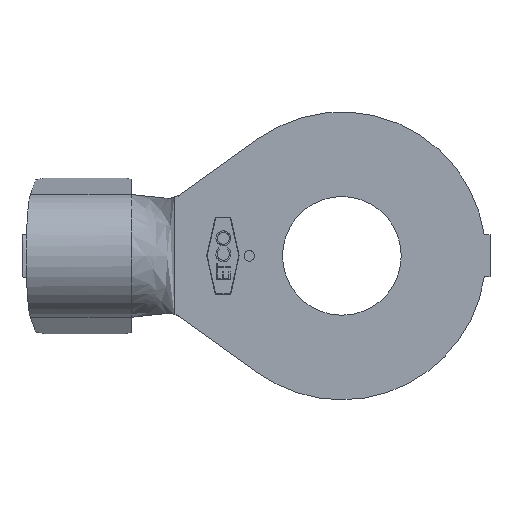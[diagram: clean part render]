
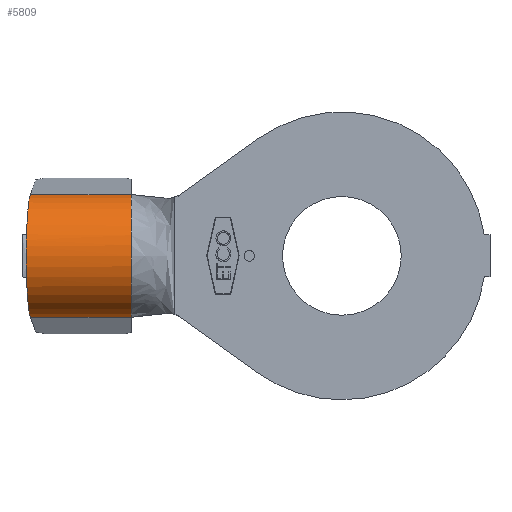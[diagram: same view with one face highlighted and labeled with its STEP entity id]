
A CAD part, front view. The second image highlights one B-rep face of the part: STEP entity #5809.
In plain terms, the highlighted cylindrical face has radius 3.81 mm (diameter 7.62 mm), a partial arc.
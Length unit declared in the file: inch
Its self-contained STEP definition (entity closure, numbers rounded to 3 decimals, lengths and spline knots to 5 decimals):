
#21 = AXIS2_PLACEMENT_3D ( 'NONE', #2280, #2263, #2262 ) ;
#42 = CARTESIAN_POINT ( 'NONE',  ( -0.73996, 0.11476, 0.1458 ) ) ;
#291 = AXIS2_PLACEMENT_3D ( 'NONE', #4893, #4872, #4957 ) ;
#622 = CARTESIAN_POINT ( 'NONE',  ( -0.73996, 0.11476, -0.1458 ) ) ;
#658 = CARTESIAN_POINT ( 'NONE',  ( -0.74434, 0.06475, -0.13371 ) ) ;
#681 = VECTOR ( 'NONE', #2886, 39.37008 ) ;
#730 = VERTEX_POINT ( 'NONE', #4728 ) ;
#894 = VERTEX_POINT ( 'NONE', #3937 ) ;
#1117 = ORIENTED_EDGE ( 'NONE', *, *, #4586, .F. ) ;
#1125 = VERTEX_POINT ( 'NONE', #1622 ) ;
#1219 = VERTEX_POINT ( 'NONE', #1254 ) ;
#1254 = CARTESIAN_POINT ( 'NONE',  ( -0.5, 0.11476, -0.1458 ) ) ;
#1504 = EDGE_LOOP ( 'NONE', ( #2833, #5314, #2863, #1117, #3886, #2194 ) ) ;
#1622 = CARTESIAN_POINT ( 'NONE',  ( -0.74922, 0.00894, -0.051 ) ) ;
#1728 = VERTEX_POINT ( 'NONE', #3777 ) ;
#2194 = ORIENTED_EDGE ( 'NONE', *, *, #4590, .F. ) ;
#2262 = DIRECTION ( 'NONE',  ( 0., 0., -1. ) ) ;
#2263 = DIRECTION ( 'NONE',  ( 1., 0., 0. ) ) ;
#2280 = CARTESIAN_POINT ( 'NONE',  ( -0.5, 0.15, 0. ) ) ;
#2482 = CARTESIAN_POINT ( 'NONE',  ( -0.74922, 0.00894, 0.051 ) ) ;
#2543 = CARTESIAN_POINT ( 'NONE',  ( -0.75027, -0.0031, 0.0177 ) ) ;
#2656 = CARTESIAN_POINT ( 'NONE',  ( -0.74922, 0.00894, -0.051 ) ) ;
#2789 = CARTESIAN_POINT ( 'NONE',  ( -0.75027, -0.0031, -0.0177 ) ) ;
#2833 = ORIENTED_EDGE ( 'NONE', *, *, #4033, .F. ) ;
#2842 = DIRECTION ( 'NONE',  ( 1., 0., 0. ) ) ;
#2863 = ORIENTED_EDGE ( 'NONE', *, *, #6355, .F. ) ;
#2886 = DIRECTION ( 'NONE',  ( 1., 0., 0. ) ) ;
#3159 = CARTESIAN_POINT ( 'NONE',  ( -0.75, 0.11476, 0.1458 ) ) ;
#3377 = CARTESIAN_POINT ( 'NONE',  ( -0.75, 0.11476, -0.1458 ) ) ;
#3777 = CARTESIAN_POINT ( 'NONE',  ( -0.5, 0.11476, 0.1458 ) ) ;
#3886 = ORIENTED_EDGE ( 'NONE', *, *, #4046, .F. ) ;
#3926 = LINE ( 'NONE', #3159, #6111 ) ;
#3937 = CARTESIAN_POINT ( 'NONE',  ( -0.74922, 0.00894, 0.051 ) ) ;
#4020 = LINE ( 'NONE', #3377, #681 ) ;
#4033 = EDGE_CURVE ( 'NONE', #730, #1125, #6309, .T. ) ;
#4046 = EDGE_CURVE ( 'NONE', #894, #5210, #5288, .T. ) ;
#4583 = EDGE_CURVE ( 'NONE', #730, #1219, #4020, .T. ) ;
#4586 = EDGE_CURVE ( 'NONE', #5210, #1728, #3926, .T. ) ;
#4590 = EDGE_CURVE ( 'NONE', #1125, #894, #6110, .T. ) ;
#4728 = CARTESIAN_POINT ( 'NONE',  ( -0.73996, 0.11476, -0.1458 ) ) ;
#4872 = DIRECTION ( 'NONE',  ( 1., 0., 0. ) ) ;
#4885 = CIRCLE ( 'NONE', #21, 0.15 ) ;
#4893 = CARTESIAN_POINT ( 'NONE',  ( -0.75, 0.15, 0. ) ) ;
#4957 = DIRECTION ( 'NONE',  ( 0., 0., -1. ) ) ;
#5210 = VERTEX_POINT ( 'NONE', #42 ) ;
#5288 =( BOUNDED_CURVE ( )  B_SPLINE_CURVE ( 3, ( #6170, #6216, #6136, #6121 ),
 .UNSPECIFIED., .F., .F. ) 
 B_SPLINE_CURVE_WITH_KNOTS ( ( 4, 4 ),
 ( 3.48851, 4.47523 ),
 .UNSPECIFIED. ) 
 CURVE ( )  GEOMETRIC_REPRESENTATION_ITEM ( )  RATIONAL_B_SPLINE_CURVE ( ( 1., 0.92, 0.92, 1. ) ) 
 REPRESENTATION_ITEM ( '' )  );
#5314 = ORIENTED_EDGE ( 'NONE', *, *, #4583, .T. ) ;
#5644 = CYLINDRICAL_SURFACE ( 'NONE', #291, 0.15 ) ;
#5713 = FACE_OUTER_BOUND ( 'NONE', #1504, .T. ) ;
#5809 = ADVANCED_FACE ( 'NONE', ( #5713 ), #5644, .T. ) ;
#6110 =( BOUNDED_CURVE ( )  B_SPLINE_CURVE ( 3, ( #2656, #2789, #2543, #2482 ),
 .UNSPECIFIED., .F., .F. ) 
 B_SPLINE_CURVE_WITH_KNOTS ( ( 4, 4 ),
 ( 2.79468, 3.48851 ),
 .UNSPECIFIED. ) 
 CURVE ( )  GEOMETRIC_REPRESENTATION_ITEM ( )  RATIONAL_B_SPLINE_CURVE ( ( 1., 0.96, 0.96, 1. ) ) 
 REPRESENTATION_ITEM ( '' )  );
#6111 = VECTOR ( 'NONE', #2842, 39.37008 ) ;
#6121 = CARTESIAN_POINT ( 'NONE',  ( -0.73996, 0.11476, 0.1458 ) ) ;
#6136 = CARTESIAN_POINT ( 'NONE',  ( -0.74434, 0.06475, 0.13371 ) ) ;
#6170 = CARTESIAN_POINT ( 'NONE',  ( -0.74922, 0.00894, 0.051 ) ) ;
#6216 = CARTESIAN_POINT ( 'NONE',  ( -0.74769, 0.02643, 0.09938 ) ) ;
#6308 = CARTESIAN_POINT ( 'NONE',  ( -0.74922, 0.00894, -0.051 ) ) ;
#6309 =( BOUNDED_CURVE ( )  B_SPLINE_CURVE ( 3, ( #622, #658, #6323, #6308 ),
 .UNSPECIFIED., .F., .F. ) 
 B_SPLINE_CURVE_WITH_KNOTS ( ( 4, 4 ),
 ( 1.80796, 2.79468 ),
 .UNSPECIFIED. ) 
 CURVE ( )  GEOMETRIC_REPRESENTATION_ITEM ( )  RATIONAL_B_SPLINE_CURVE ( ( 1., 0.92, 0.92, 1. ) ) 
 REPRESENTATION_ITEM ( '' )  );
#6323 = CARTESIAN_POINT ( 'NONE',  ( -0.74769, 0.02643, -0.09938 ) ) ;
#6355 = EDGE_CURVE ( 'NONE', #1728, #1219, #4885, .T. ) ;
